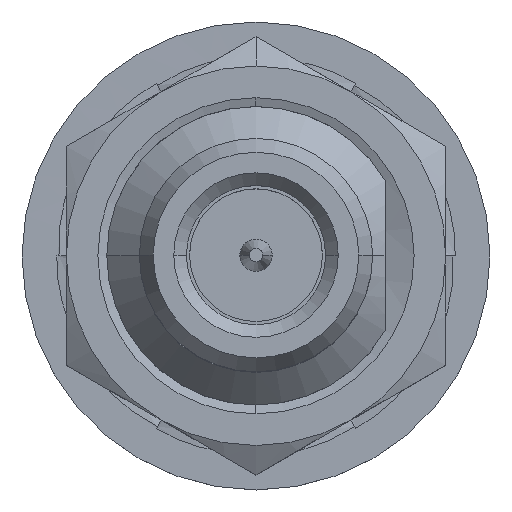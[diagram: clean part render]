
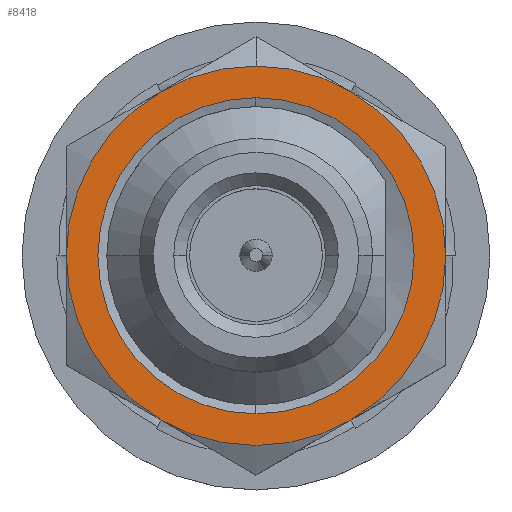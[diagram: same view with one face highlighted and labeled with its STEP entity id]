
A CAD part, top view. The second image highlights one B-rep face of the part: STEP entity #8418.
In plain terms, the highlighted planar face has unit normal (0, 0, 1).
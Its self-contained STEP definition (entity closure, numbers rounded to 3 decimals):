
#223 = CARTESIAN_POINT ( 'NONE',  ( 0., 0., -6.35 ) ) ;
#401 = CARTESIAN_POINT ( 'NONE',  ( 0., 0., -6.35 ) ) ;
#457 = AXIS2_PLACEMENT_3D ( 'NONE', #3598, #8283, #4256 ) ;
#489 = AXIS2_PLACEMENT_3D ( 'NONE', #3748, #8421, #4398 ) ;
#687 = ORIENTED_EDGE ( 'NONE', *, *, #3627, .F. ) ;
#834 = EDGE_CURVE ( 'NONE', #2291, #7388, #7782, .T. ) ;
#901 = DIRECTION ( 'NONE',  ( 0., -1., 0. ) ) ;
#1063 = DIRECTION ( 'NONE',  ( 0., -1., 0. ) ) ;
#1183 = DIRECTION ( 'NONE',  ( 0., 0., 1. ) ) ;
#1804 = CIRCLE ( 'NONE', #6768, 3. ) ;
#1873 = CARTESIAN_POINT ( 'NONE',  ( 0., 0., -6.35 ) ) ;
#1981 = EDGE_CURVE ( 'NONE', #7700, #7745, #7863, .T. ) ;
#2153 = CARTESIAN_POINT ( 'NONE',  ( 0., 0., -6.35 ) ) ;
#2231 = EDGE_CURVE ( 'NONE', #7363, #6729, #3143, .T. ) ;
#2291 = VERTEX_POINT ( 'NONE', #6403 ) ;
#2510 = CARTESIAN_POINT ( 'NONE',  ( 0., 0., -6.35 ) ) ;
#2538 = DIRECTION ( 'NONE',  ( 0., -1., 0. ) ) ;
#2579 = DIRECTION ( 'NONE',  ( 0., 0., 1. ) ) ;
#2774 = CARTESIAN_POINT ( 'NONE',  ( -1.5, 2.598, -6.35 ) ) ;
#2833 = DIRECTION ( 'NONE',  ( 0., -1., 0. ) ) ;
#2875 = CARTESIAN_POINT ( 'NONE',  ( 1.5, -2.598, -6.35 ) ) ;
#2986 = ORIENTED_EDGE ( 'NONE', *, *, #8656, .T. ) ;
#3035 = CARTESIAN_POINT ( 'NONE',  ( 3., 0., -6.35 ) ) ;
#3143 = CIRCLE ( 'NONE', #457, 3. ) ;
#3184 = EDGE_CURVE ( 'NONE', #5304, #8232, #6073, .T. ) ;
#3208 = DIRECTION ( 'NONE',  ( 0., -1., 0. ) ) ;
#3213 = AXIS2_PLACEMENT_3D ( 'NONE', #3228, #3848, #3875 ) ;
#3228 = CARTESIAN_POINT ( 'NONE',  ( 0., 0., -6.35 ) ) ;
#3255 = AXIS2_PLACEMENT_3D ( 'NONE', #1873, #6578, #2538 ) ;
#3320 = CIRCLE ( 'NONE', #8211, 3. ) ;
#3360 = AXIS2_PLACEMENT_3D ( 'NONE', #2153, #6860, #2833 ) ;
#3499 = VERTEX_POINT ( 'NONE', #3035 ) ;
#3534 = CARTESIAN_POINT ( 'NONE',  ( -3., 0., -6.35 ) ) ;
#3540 = CARTESIAN_POINT ( 'NONE',  ( 1.5, 2.598, -6.35 ) ) ;
#3598 = CARTESIAN_POINT ( 'NONE',  ( 0., 0., -6.35 ) ) ;
#3627 = EDGE_CURVE ( 'NONE', #8232, #5304, #7686, .T. ) ;
#3748 = CARTESIAN_POINT ( 'NONE',  ( 0., 3., -6.35 ) ) ;
#3753 = EDGE_CURVE ( 'NONE', #7388, #3499, #4424, .T. ) ;
#3848 = DIRECTION ( 'NONE',  ( 0., 0., 1. ) ) ;
#3875 = DIRECTION ( 'NONE',  ( 0., -1., 0. ) ) ;
#4012 = CARTESIAN_POINT ( 'NONE',  ( 0., -2.5, -6.35 ) ) ;
#4046 = ORIENTED_EDGE ( 'NONE', *, *, #1981, .T. ) ;
#4243 = EDGE_LOOP ( 'NONE', ( #687, #4942 ) ) ;
#4256 = DIRECTION ( 'NONE',  ( 0., -1., 0. ) ) ;
#4398 = DIRECTION ( 'NONE',  ( 0., 1., 0. ) ) ;
#4424 = CIRCLE ( 'NONE', #3360, 3. ) ;
#4521 = EDGE_CURVE ( 'NONE', #3499, #7363, #3320, .T. ) ;
#4940 = DIRECTION ( 'NONE',  ( 0., 0., 1. ) ) ;
#4942 = ORIENTED_EDGE ( 'NONE', *, *, #3184, .F. ) ;
#5046 = PLANE ( 'NONE',  #489 ) ;
#5091 = DIRECTION ( 'NONE',  ( 0., 0., 1. ) ) ;
#5210 = CARTESIAN_POINT ( 'NONE',  ( 0., 0., -6.35 ) ) ;
#5304 = VERTEX_POINT ( 'NONE', #7219 ) ;
#5875 = DIRECTION ( 'NONE',  ( 0., -1., 0. ) ) ;
#6073 = CIRCLE ( 'NONE', #8685, 2.5 ) ;
#6152 = EDGE_LOOP ( 'NONE', ( #7821, #7180, #8384, #2986, #4046, #8416, #7350 ) ) ;
#6403 = CARTESIAN_POINT ( 'NONE',  ( -1.5, -2.598, -6.35 ) ) ;
#6549 = FACE_BOUND ( 'NONE', #4243, .T. ) ;
#6578 = DIRECTION ( 'NONE',  ( 0., 0., 1. ) ) ;
#6623 = CARTESIAN_POINT ( 'NONE',  ( 0., 0., -6.35 ) ) ;
#6629 = AXIS2_PLACEMENT_3D ( 'NONE', #401, #5091, #1063 ) ;
#6729 = VERTEX_POINT ( 'NONE', #8114 ) ;
#6768 = AXIS2_PLACEMENT_3D ( 'NONE', #2510, #7195, #3208 ) ;
#6860 = DIRECTION ( 'NONE',  ( 0., 0., 1. ) ) ;
#7180 = ORIENTED_EDGE ( 'NONE', *, *, #4521, .T. ) ;
#7195 = DIRECTION ( 'NONE',  ( 0., 0., 1. ) ) ;
#7219 = CARTESIAN_POINT ( 'NONE',  ( 0., 2.5, -6.35 ) ) ;
#7273 = DIRECTION ( 'NONE',  ( 0., -1., 0. ) ) ;
#7350 = ORIENTED_EDGE ( 'NONE', *, *, #834, .T. ) ;
#7363 = VERTEX_POINT ( 'NONE', #3540 ) ;
#7388 = VERTEX_POINT ( 'NONE', #2875 ) ;
#7686 = CIRCLE ( 'NONE', #3255, 2.5 ) ;
#7700 = VERTEX_POINT ( 'NONE', #2774 ) ;
#7745 = VERTEX_POINT ( 'NONE', #3534 ) ;
#7782 = CIRCLE ( 'NONE', #3213, 3. ) ;
#7821 = ORIENTED_EDGE ( 'NONE', *, *, #3753, .T. ) ;
#7863 = CIRCLE ( 'NONE', #6629, 3. ) ;
#8114 = CARTESIAN_POINT ( 'NONE',  ( 0., 3., -6.35 ) ) ;
#8125 = AXIS2_PLACEMENT_3D ( 'NONE', #6623, #2579, #7273 ) ;
#8211 = AXIS2_PLACEMENT_3D ( 'NONE', #223, #4940, #901 ) ;
#8232 = VERTEX_POINT ( 'NONE', #4012 ) ;
#8283 = DIRECTION ( 'NONE',  ( 0., 0., 1. ) ) ;
#8332 = CIRCLE ( 'NONE', #8125, 3. ) ;
#8340 = FACE_OUTER_BOUND ( 'NONE', #6152, .T. ) ;
#8384 = ORIENTED_EDGE ( 'NONE', *, *, #2231, .T. ) ;
#8416 = ORIENTED_EDGE ( 'NONE', *, *, #8559, .T. ) ;
#8418 = ADVANCED_FACE ( 'NONE', ( #6549, #8340 ), #5046, .F. ) ;
#8421 = DIRECTION ( 'NONE',  ( 0., 0., -1. ) ) ;
#8559 = EDGE_CURVE ( 'NONE', #7745, #2291, #1804, .T. ) ;
#8656 = EDGE_CURVE ( 'NONE', #6729, #7700, #8332, .T. ) ;
#8685 = AXIS2_PLACEMENT_3D ( 'NONE', #5210, #1183, #5875 ) ;
